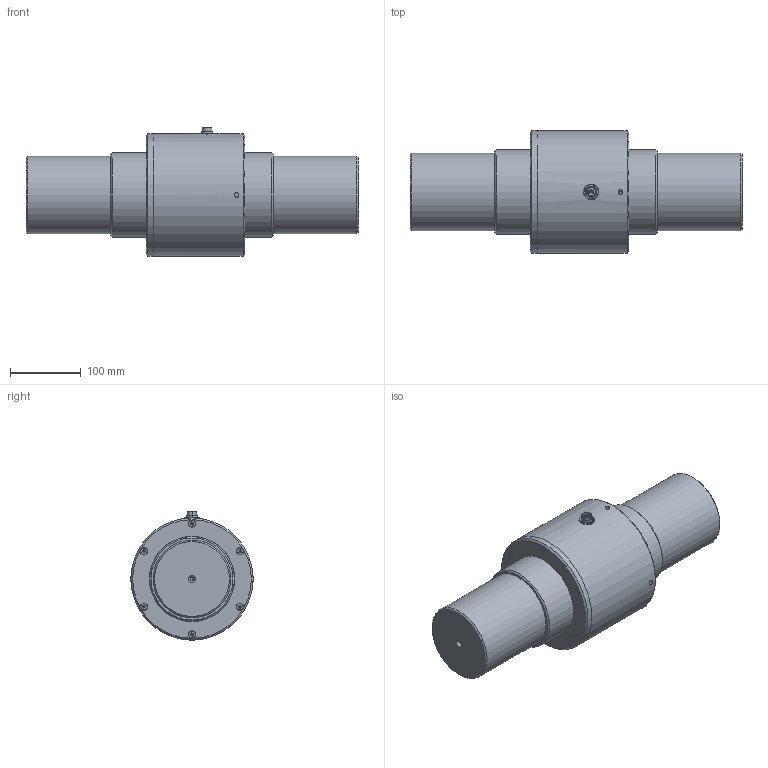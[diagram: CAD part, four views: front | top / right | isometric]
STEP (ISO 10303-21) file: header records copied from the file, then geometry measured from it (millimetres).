
FILE_DESCRIPTION( ( 'Unknown' ), '1' );
FILE_NAME( '2452-3d09.stp', 'Unknown', ( 'Unknown' ), ( 'Unknown' ), 'PSStep 17.0.49', 'Unknown', ' ' );
FILE_SCHEMA( ( 'AUTOMOTIVE_DESIGN { 1 0 10303 214 1 1 1 1 }' ) );
Length unit declared in the file: millimetre
Products named in the file (13): Assem1; FLANSCHSTECKER 6-POLIG; 2389-001_doc-00048287; Gewindestift DIN 914-M8x12; Gewindestift DIN 914-M8x12-oa0; senkschraube din 965-m5x16-h; senkschraube din 965-m5x16-h-oa1; senkschraube din 965-m5x16-h-oa2; senkschraube din 965-m5x16-h-oa3; senkschraube din 965-m5x16-h-oa4; senkschraube din 965-m5x16-h-oa5; 2452-011_DOC-00106232; 2452-006_DOC-00106214
Assembly tree (12 placements, depth 2):
  Assem1
    FLANSCHSTECKER 6-POLIG
    2389-001_doc-00048287
    Gewindestift DIN 914-M8x12
    Gewindestift DIN 914-M8x12-oa0
    senkschraube din 965-m5x16-h
    senkschraube din 965-m5x16-h-oa1
    senkschraube din 965-m5x16-h-oa2
    senkschraube din 965-m5x16-h-oa3
    senkschraube din 965-m5x16-h-oa4
    senkschraube din 965-m5x16-h-oa5
    2452-011_DOC-00106232
    2452-006_DOC-00106214
Bounding box: 470 x 173 x 181.5 mm (x, y, z)
Volume: 6589404.4 mm3; surface area: 377722.8 mm2
Topology: 12 solids, 12 shells, 319 faces, 770 edges, 500 vertices
Faces by surface type: plane 147, cylinder 114, cone 52, torus 6
Full cylindrical faces by diameter (mm): 4.019 x6, 4.134 x12, 5 x8, 5.3 x6, 6.647 x4, 8 x2, 9.2 x6, 17.188 x1, 22 x1, 110 x2, 120 x2, 120.5 x1, 148 x1, 173 x2
Entity records: 11760 total; most frequent: CARTESIAN_POINT 2076, DIRECTION 1520, ORIENTED_EDGE 1212, EDGE_CURVE 606, AXIS2_PLACEMENT_3D 592, EDGE_LOOP 470, VERTEX_POINT 448, FACE_OUTER_BOUND 379
